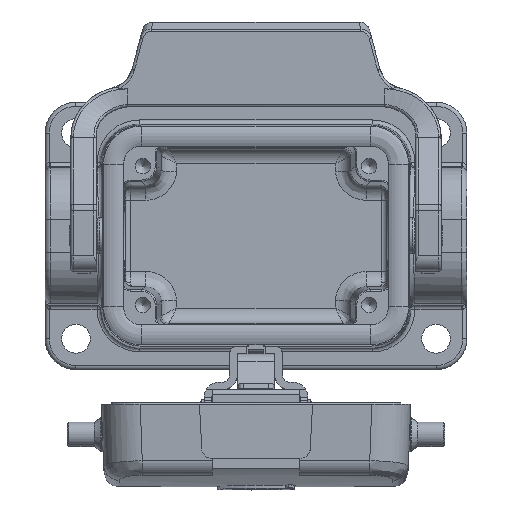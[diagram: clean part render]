
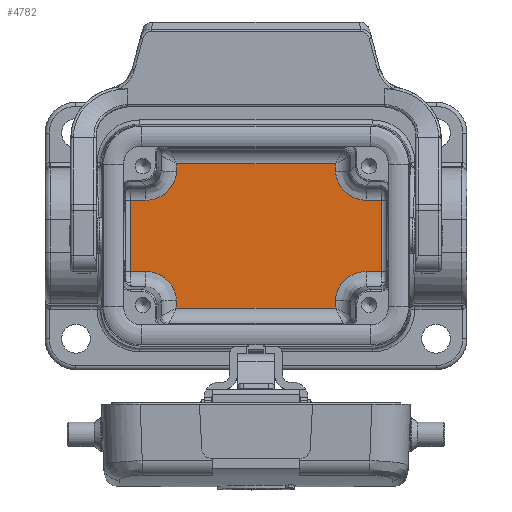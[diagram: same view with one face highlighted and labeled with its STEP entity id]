
A CAD part, top view. The second image highlights one B-rep face of the part: STEP entity #4782.
In plain terms, the highlighted planar face has unit normal (0, 0, 1).
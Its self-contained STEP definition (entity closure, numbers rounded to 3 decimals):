
#3550=ELLIPSE('',#22179,6.003,6.);
#3551=ELLIPSE('',#22180,6.003,6.);
#3552=ELLIPSE('',#22181,6.003,6.);
#3553=ELLIPSE('',#22182,6.003,6.);
#3898=FACE_OUTER_BOUND('',#6274,.T.);
#4782=ADVANCED_FACE('',(#3898),#5483,.F.);
#5483=PLANE('',#22183);
#6274=EDGE_LOOP('',(#8468,#8469,#8470,#8471,#8472,#8473,#8474,#8475,#8476,
#8477,#8478,#8479,#8480,#8481,#8482,#8483));
#8468=ORIENTED_EDGE('',*,*,#13542,.T.);
#8469=ORIENTED_EDGE('',*,*,#13543,.T.);
#8470=ORIENTED_EDGE('',*,*,#13544,.T.);
#8471=ORIENTED_EDGE('',*,*,#13545,.T.);
#8472=ORIENTED_EDGE('',*,*,#13546,.T.);
#8473=ORIENTED_EDGE('',*,*,#13547,.T.);
#8474=ORIENTED_EDGE('',*,*,#13548,.T.);
#8475=ORIENTED_EDGE('',*,*,#13549,.T.);
#8476=ORIENTED_EDGE('',*,*,#13550,.T.);
#8477=ORIENTED_EDGE('',*,*,#13551,.T.);
#8478=ORIENTED_EDGE('',*,*,#13552,.T.);
#8479=ORIENTED_EDGE('',*,*,#13553,.T.);
#8480=ORIENTED_EDGE('',*,*,#13554,.T.);
#8481=ORIENTED_EDGE('',*,*,#13555,.T.);
#8482=ORIENTED_EDGE('',*,*,#13556,.T.);
#8483=ORIENTED_EDGE('',*,*,#13557,.T.);
#11887=VERTEX_POINT('',#35852);
#11888=VERTEX_POINT('',#35853);
#11889=VERTEX_POINT('',#35855);
#11890=VERTEX_POINT('',#35857);
#11891=VERTEX_POINT('',#35859);
#11892=VERTEX_POINT('',#35861);
#11893=VERTEX_POINT('',#35863);
#11894=VERTEX_POINT('',#35865);
#11895=VERTEX_POINT('',#35867);
#11896=VERTEX_POINT('',#35869);
#11897=VERTEX_POINT('',#35871);
#11898=VERTEX_POINT('',#35873);
#11899=VERTEX_POINT('',#35875);
#11900=VERTEX_POINT('',#35877);
#11901=VERTEX_POINT('',#35879);
#11902=VERTEX_POINT('',#35881);
#13542=EDGE_CURVE('',#11887,#11888,#3550,.T.);
#13543=EDGE_CURVE('',#11888,#11889,#18272,.T.);
#13544=EDGE_CURVE('',#11889,#11890,#18273,.T.);
#13545=EDGE_CURVE('',#11890,#11891,#18274,.T.);
#13546=EDGE_CURVE('',#11891,#11892,#3551,.T.);
#13547=EDGE_CURVE('',#11892,#11893,#18275,.T.);
#13548=EDGE_CURVE('',#11893,#11894,#18276,.T.);
#13549=EDGE_CURVE('',#11894,#11895,#18277,.T.);
#13550=EDGE_CURVE('',#11895,#11896,#3552,.T.);
#13551=EDGE_CURVE('',#11896,#11897,#18278,.T.);
#13552=EDGE_CURVE('',#11897,#11898,#18279,.T.);
#13553=EDGE_CURVE('',#11898,#11899,#18280,.T.);
#13554=EDGE_CURVE('',#11899,#11900,#3553,.T.);
#13555=EDGE_CURVE('',#11900,#11901,#18281,.T.);
#13556=EDGE_CURVE('',#11901,#11902,#18282,.T.);
#13557=EDGE_CURVE('',#11902,#11887,#18283,.T.);
#18272=LINE('',#35854,#19395);
#18273=LINE('',#35856,#19396);
#18274=LINE('',#35858,#19397);
#18275=LINE('',#35862,#19398);
#18276=LINE('',#35864,#19399);
#18277=LINE('',#35866,#19400);
#18278=LINE('',#35870,#19401);
#18279=LINE('',#35872,#19402);
#18280=LINE('',#35874,#19403);
#18281=LINE('',#35878,#19404);
#18282=LINE('',#35880,#19405);
#18283=LINE('',#35882,#19406);
#19395=VECTOR('',#24466,1.);
#19396=VECTOR('',#24467,1.);
#19397=VECTOR('',#24468,1.);
#19398=VECTOR('',#24471,1.);
#19399=VECTOR('',#24472,1.);
#19400=VECTOR('',#24473,1.);
#19401=VECTOR('',#24476,1.);
#19402=VECTOR('',#24477,1.);
#19403=VECTOR('',#24478,1.);
#19404=VECTOR('',#24481,1.);
#19405=VECTOR('',#24482,1.);
#19406=VECTOR('',#24483,1.);
#22179=AXIS2_PLACEMENT_3D('',#35851,#24464,#24465);
#22180=AXIS2_PLACEMENT_3D('',#35860,#24469,#24470);
#22181=AXIS2_PLACEMENT_3D('',#35868,#24474,#24475);
#22182=AXIS2_PLACEMENT_3D('',#35876,#24479,#24480);
#22183=AXIS2_PLACEMENT_3D('',#35883,#24484,#24485);
#24464=DIRECTION('',(0.,0.,-1.));
#24465=DIRECTION('',(-0.843,0.538,0.));
#24466=DIRECTION('',(1.,0.,0.));
#24467=DIRECTION('',(0.,1.,0.));
#24468=DIRECTION('',(-1.,0.,0.));
#24469=DIRECTION('',(0.,0.,-1.));
#24470=DIRECTION('',(0.843,0.538,0.));
#24471=DIRECTION('',(0.,1.,0.));
#24472=DIRECTION('',(-1.,0.,0.));
#24473=DIRECTION('',(0.,-1.,0.));
#24474=DIRECTION('',(0.,0.,-1.));
#24475=DIRECTION('',(0.843,-0.538,0.));
#24476=DIRECTION('',(-1.,0.,0.));
#24477=DIRECTION('',(0.,-1.,0.));
#24478=DIRECTION('',(1.,0.,0.));
#24479=DIRECTION('',(0.,0.,-1.));
#24480=DIRECTION('',(-0.843,-0.538,0.));
#24481=DIRECTION('',(0.,-1.,0.));
#24482=DIRECTION('',(1.,0.,0.));
#24483=DIRECTION('',(0.,1.,0.));
#24484=DIRECTION('',(0.,0.,-1.));
#24485=DIRECTION('',(-1.,0.,0.));
#35851=CARTESIAN_POINT('',(21.424,-12.925,-35.95));
#35852=CARTESIAN_POINT('',(15.436,-12.507,-35.95));
#35853=CARTESIAN_POINT('',(21.421,-6.924,-35.95));
#35854=CARTESIAN_POINT('',(-25.425,-6.924,-35.95));
#35855=CARTESIAN_POINT('',(24.441,-6.924,-35.95));
#35856=CARTESIAN_POINT('',(24.441,9.872,-35.95));
#35857=CARTESIAN_POINT('',(24.441,6.924,-35.95));
#35858=CARTESIAN_POINT('',(-25.425,6.924,-35.95));
#35859=CARTESIAN_POINT('',(21.421,6.924,-35.95));
#35860=CARTESIAN_POINT('',(21.424,12.925,-35.95));
#35861=CARTESIAN_POINT('',(15.436,12.507,-35.95));
#35862=CARTESIAN_POINT('',(15.436,17.75,-35.95));
#35863=CARTESIAN_POINT('',(15.436,14.041,-35.95));
#35864=CARTESIAN_POINT('',(-16.859,14.041,-35.95));
#35865=CARTESIAN_POINT('',(-15.436,14.041,-35.95));
#35866=CARTESIAN_POINT('',(-15.436,17.75,-35.95));
#35867=CARTESIAN_POINT('',(-15.436,12.507,-35.95));
#35868=CARTESIAN_POINT('',(-21.424,12.925,-35.95));
#35869=CARTESIAN_POINT('',(-21.421,6.924,-35.95));
#35870=CARTESIAN_POINT('',(-25.425,6.924,-35.95));
#35871=CARTESIAN_POINT('',(-24.441,6.924,-35.95));
#35872=CARTESIAN_POINT('',(-24.441,-9.872,-35.95));
#35873=CARTESIAN_POINT('',(-24.441,-6.924,-35.95));
#35874=CARTESIAN_POINT('',(-25.425,-6.924,-35.95));
#35875=CARTESIAN_POINT('',(-21.421,-6.924,-35.95));
#35876=CARTESIAN_POINT('',(-21.424,-12.925,-35.95));
#35877=CARTESIAN_POINT('',(-15.436,-12.507,-35.95));
#35878=CARTESIAN_POINT('',(-15.436,17.75,-35.95));
#35879=CARTESIAN_POINT('',(-15.436,-14.041,-35.95));
#35880=CARTESIAN_POINT('',(16.859,-14.041,-35.95));
#35881=CARTESIAN_POINT('',(15.436,-14.041,-35.95));
#35882=CARTESIAN_POINT('',(15.436,17.75,-35.95));
#35883=CARTESIAN_POINT('',(-25.425,17.75,-35.95));
